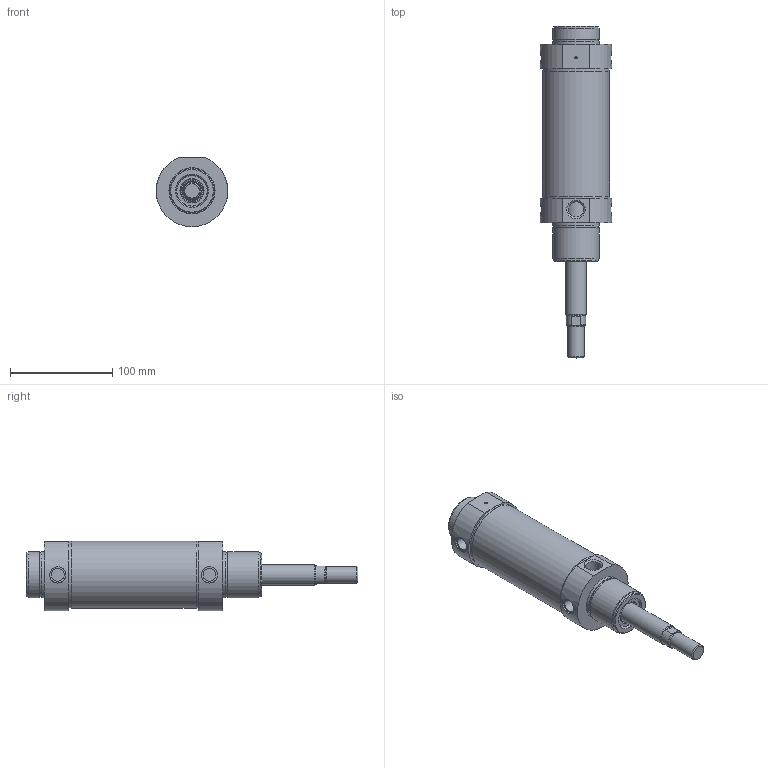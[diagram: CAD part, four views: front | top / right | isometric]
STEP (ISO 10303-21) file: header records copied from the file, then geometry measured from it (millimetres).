
FILE_DESCRIPTION((''),'2;1');
FILE_NAME('ISEM063.050.GS.M.stp','2014-07-21T08:42:21',('carlo.corazza'),(''),'Autodesk Inventor 2012','Autodesk Inventor 2012','');
FILE_SCHEMA(('AUTOMOTIVE_DESIGN { 1 0 10303 214 1 1 1 1 }'));
Length unit declared in the file: millimetre
Products named in the file (5): ISEM063..GS.M; TP; STELO-050; TA; CORPO-050
Assembly tree (4 placements, depth 2):
  ISEM063..GS.M
    TP
    STELO-050
    TA
    CORPO-050
Bounding box: 70 x 324 x 67.75 mm (x, y, z)
Volume: 339227.5 mm3; surface area: 105410.8 mm2
Topology: 4 solids, 6 shells, 118 faces, 231 edges, 150 vertices
Faces by surface type: plane 46, cylinder 39, cone 25, torus 8
Full cylindrical faces by diameter (mm): 2 x1, 12 x1, 12.376 x4, 14.95 x1, 16 x5, 17 x1, 19 x1, 20 x2, 20.8 x1, 20.847 x1, 23 x1, 24 x2, 30 x3, 43 x4, 45 x4, 63 x1, 65.4 x1, 65.5 x2
Entity records: 2981 total; most frequent: CARTESIAN_POINT 630, DIRECTION 486, ORIENTED_EDGE 280, AXIS2_PLACEMENT_3D 234, EDGE_LOOP 216, EDGE_CURVE 140, VERTEX_POINT 126, FACE_OUTER_BOUND 118
